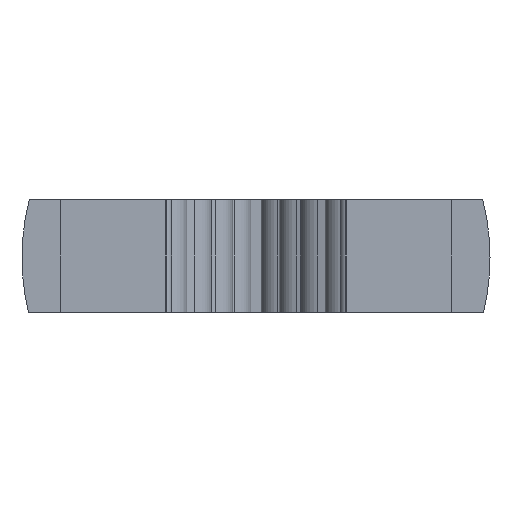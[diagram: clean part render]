
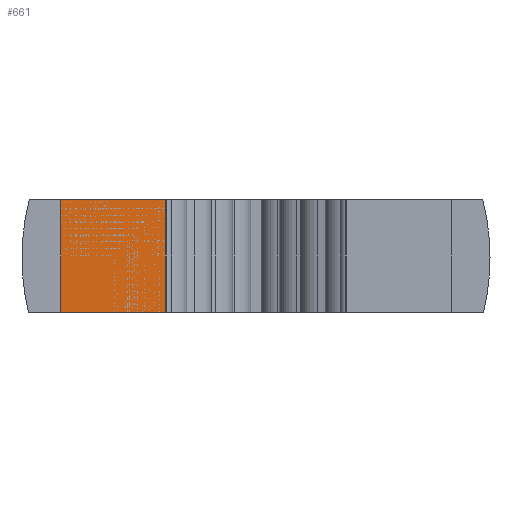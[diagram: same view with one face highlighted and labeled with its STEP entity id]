
A CAD part, front view. The second image highlights one B-rep face of the part: STEP entity #661.
In plain terms, the highlighted planar face has unit normal (0, -1, 0).
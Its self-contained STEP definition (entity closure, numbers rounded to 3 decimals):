
#632 = EDGE_CURVE('',#633,#635,#637,.T.);
#633 = VERTEX_POINT('',#634);
#634 = CARTESIAN_POINT('',(-13.523,-0.4,0.));
#635 = VERTEX_POINT('',#636);
#636 = CARTESIAN_POINT('',(-13.523,-0.4,7.));
#637 = LINE('',#638,#639);
#638 = CARTESIAN_POINT('',(-13.523,-0.4,0.));
#639 = VECTOR('',#640,1.);
#640 = DIRECTION('',(0.,0.,1.));
#661 = ADVANCED_FACE('',(#662),#687,.T.);
#662 = FACE_BOUND('',#663,.F.);
#663 = EDGE_LOOP('',(#664,#665,#673,#681));
#664 = ORIENTED_EDGE('',*,*,#632,.T.);
#665 = ORIENTED_EDGE('',*,*,#666,.T.);
#666 = EDGE_CURVE('',#635,#667,#669,.T.);
#667 = VERTEX_POINT('',#668);
#668 = CARTESIAN_POINT('',(-7.,-0.4,7.));
#669 = LINE('',#670,#671);
#670 = CARTESIAN_POINT('',(-13.523,-0.4,7.));
#671 = VECTOR('',#672,1.);
#672 = DIRECTION('',(1.,0.,0.));
#673 = ORIENTED_EDGE('',*,*,#674,.F.);
#674 = EDGE_CURVE('',#675,#667,#677,.T.);
#675 = VERTEX_POINT('',#676);
#676 = CARTESIAN_POINT('',(-7.,-0.4,0.));
#677 = LINE('',#678,#679);
#678 = CARTESIAN_POINT('',(-7.,-0.4,0.));
#679 = VECTOR('',#680,1.);
#680 = DIRECTION('',(0.,0.,1.));
#681 = ORIENTED_EDGE('',*,*,#682,.F.);
#682 = EDGE_CURVE('',#633,#675,#683,.T.);
#683 = LINE('',#684,#685);
#684 = CARTESIAN_POINT('',(-13.523,-0.4,0.));
#685 = VECTOR('',#686,1.);
#686 = DIRECTION('',(1.,0.,0.));
#687 = PLANE('',#688);
#688 = AXIS2_PLACEMENT_3D('',#689,#690,#691);
#689 = CARTESIAN_POINT('',(-13.523,-0.4,0.));
#690 = DIRECTION('',(-0.,-1.,-0.));
#691 = DIRECTION('',(-1.,0.,0.));
